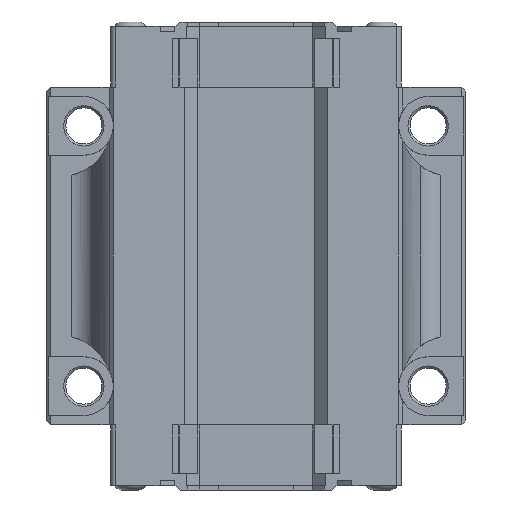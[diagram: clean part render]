
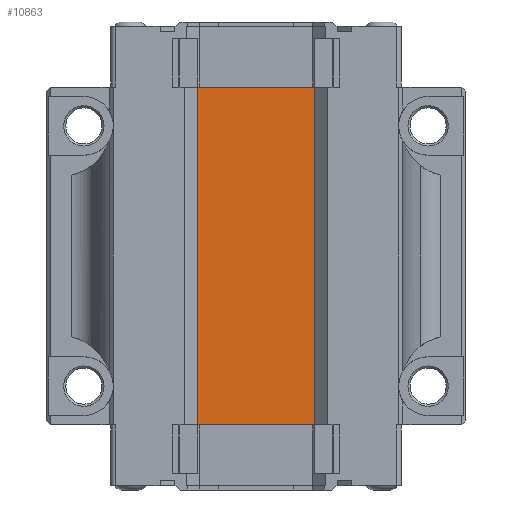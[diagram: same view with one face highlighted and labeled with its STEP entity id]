
A CAD part, front view. The second image highlights one B-rep face of the part: STEP entity #10863.
In plain terms, the highlighted planar face has unit normal (0, -1, 0).
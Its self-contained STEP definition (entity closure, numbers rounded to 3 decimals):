
#1395=FACE_OUTER_BOUND('',#1996,.T.);
#1996=EDGE_LOOP('',(#9860,#9861,#9862,#9863));
#2943=LINE('',#17404,#4085);
#2990=LINE('',#17551,#4132);
#3148=LINE('',#18074,#4290);
#3149=LINE('',#18076,#4291);
#4085=VECTOR('',#14234,10.);
#4132=VECTOR('',#14391,10.);
#4290=VECTOR('',#14837,10.);
#4291=VECTOR('',#14840,10.);
#5127=VERTEX_POINT('',#17401);
#5128=VERTEX_POINT('',#17403);
#5172=VERTEX_POINT('',#17548);
#5173=VERTEX_POINT('',#17550);
#6541=EDGE_CURVE('',#5127,#5128,#2943,.T.);
#6614=EDGE_CURVE('',#5172,#5173,#2990,.T.);
#6838=EDGE_CURVE('',#5127,#5173,#3148,.T.);
#6839=EDGE_CURVE('',#5128,#5172,#3149,.T.);
#9860=ORIENTED_EDGE('',*,*,#6838,.T.);
#9861=ORIENTED_EDGE('',*,*,#6614,.F.);
#9862=ORIENTED_EDGE('',*,*,#6839,.F.);
#9863=ORIENTED_EDGE('',*,*,#6541,.F.);
#10304=PLANE('',#11832);
#10863=ADVANCED_FACE('',(#1395),#10304,.T.);
#11832=AXIS2_PLACEMENT_3D('',#18075,#14838,#14839);
#14234=DIRECTION('',(-1.,0.,0.));
#14391=DIRECTION('',(1.,0.,0.));
#14837=DIRECTION('',(0.,0.,1.));
#14838=DIRECTION('center_axis',(0.,-1.,0.));
#14839=DIRECTION('ref_axis',(1.,0.,0.));
#14840=DIRECTION('',(0.,0.,1.));
#17401=CARTESIAN_POINT('',(14.01,-10.1,-40.25));
#17403=CARTESIAN_POINT('',(-14.01,-10.1,-40.25));
#17404=CARTESIAN_POINT('',(-14.01,-10.1,-40.25));
#17548=CARTESIAN_POINT('',(-14.01,-10.1,40.25));
#17550=CARTESIAN_POINT('',(14.01,-10.1,40.25));
#17551=CARTESIAN_POINT('',(-14.01,-10.1,40.25));
#18074=CARTESIAN_POINT('',(14.01,-10.1,0.));
#18075=CARTESIAN_POINT('Origin',(-14.01,-10.1,0.));
#18076=CARTESIAN_POINT('',(-14.01,-10.1,0.));
